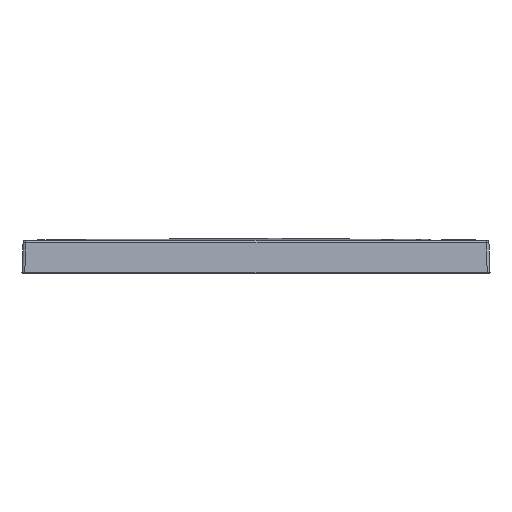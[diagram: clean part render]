
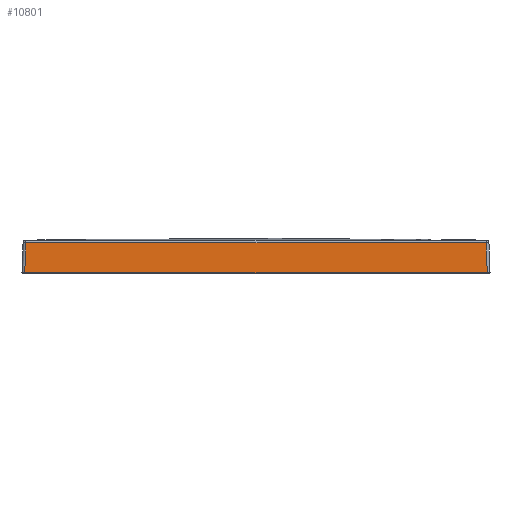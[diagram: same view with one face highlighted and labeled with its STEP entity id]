
A CAD part, left-side view. The second image highlights one B-rep face of the part: STEP entity #10801.
In plain terms, the highlighted face is planar.
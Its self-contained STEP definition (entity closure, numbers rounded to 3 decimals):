
#351 = VECTOR ( 'NONE', #6952, 1000. ) ;
#2952 = LINE ( 'NONE', #31258, #351 ) ;
#3825 = CARTESIAN_POINT ( 'NONE',  ( 122.399, -2.891, 82.9 ) ) ;
#3879 = DIRECTION ( 'NONE',  ( 0.035, 0.999, 0. ) ) ;
#4182 = PLANE ( 'NONE',  #4587 ) ;
#4459 = VERTEX_POINT ( 'NONE', #47233 ) ;
#4538 = CARTESIAN_POINT ( 'NONE',  ( 122.908, 11.69, 83.409 ) ) ;
#4587 = AXIS2_PLACEMENT_3D ( 'NONE', #35848, #53459, #3879 ) ;
#6952 = DIRECTION ( 'NONE',  ( 0., 0., 1. ) ) ;
#10573 = VERTEX_POINT ( 'NONE', #14262 ) ;
#10801 = ADVANCED_FACE ( 'NONE', ( #12807 ), #4182, .T. ) ;
#11674 = CARTESIAN_POINT ( 'NONE',  ( 122.534, 0.964, -76.364 ) ) ;
#12807 = FACE_OUTER_BOUND ( 'NONE', #53340, .T. ) ;
#14262 = CARTESIAN_POINT ( 'NONE',  ( 122.534, 0.965, 83.034 ) ) ;
#15559 = ORIENTED_EDGE ( 'NONE', *, *, #18497, .T. ) ;
#15661 = CARTESIAN_POINT ( 'NONE',  ( 122.534, 0.965, 83.034 ) ) ;
#16973 = VECTOR ( 'NONE', #46233, 1000. ) ;
#18373 = B_SPLINE_CURVE_WITH_KNOTS ( 'NONE', 3,
 ( #15661, #49447, #29799, #35020, #39926, #34408, #49144, #58671, #34706, #25479, #44828, #11674, #39612 ),
 .UNSPECIFIED., .F., .F.,
 ( 4, 3, 3, 3, 4 ),
 ( 0., 0.041, 0.083, 0.146, 0.166 ),
 .UNSPECIFIED. ) ;
#18497 = EDGE_CURVE ( 'NONE', #51448, #10573, #41323, .T. ) ;
#24884 = EDGE_CURVE ( 'NONE', #10573, #43349, #18373, .T. ) ;
#25479 = CARTESIAN_POINT ( 'NONE',  ( 122.534, 0.962, -63.024 ) ) ;
#28433 = ORIENTED_EDGE ( 'NONE', *, *, #51014, .T. ) ;
#29799 = CARTESIAN_POINT ( 'NONE',  ( 122.534, 0.961, 55.681 ) ) ;
#31258 = CARTESIAN_POINT ( 'NONE',  ( 122.908, 11.69, 0. ) ) ;
#34408 = CARTESIAN_POINT ( 'NONE',  ( 122.533, 0.957, 13.997 ) ) ;
#34706 = CARTESIAN_POINT ( 'NONE',  ( 122.533, 0.959, -42.019 ) ) ;
#35020 = CARTESIAN_POINT ( 'NONE',  ( 122.533, 0.959, 42.005 ) ) ;
#35110 = EDGE_CURVE ( 'NONE', #4459, #51448, #2952, .T. ) ;
#35848 = CARTESIAN_POINT ( 'NONE',  ( 122.5, 0., 0. ) ) ;
#38450 = DIRECTION ( 'NONE',  ( 0.035, 0.999, -0.035 ) ) ;
#39612 = CARTESIAN_POINT ( 'NONE',  ( 122.534, 0.965, -83.034 ) ) ;
#39926 = CARTESIAN_POINT ( 'NONE',  ( 122.533, 0.958, 28.001 ) ) ;
#41323 = LINE ( 'NONE', #3825, #16973 ) ;
#41396 = ORIENTED_EDGE ( 'NONE', *, *, #35110, .T. ) ;
#43349 = VERTEX_POINT ( 'NONE', #59739 ) ;
#44828 = CARTESIAN_POINT ( 'NONE',  ( 122.534, 0.963, -69.694 ) ) ;
#45065 = ORIENTED_EDGE ( 'NONE', *, *, #24884, .T. ) ;
#46233 = DIRECTION ( 'NONE',  ( -0.035, -0.999, -0.035 ) ) ;
#47233 = CARTESIAN_POINT ( 'NONE',  ( 122.908, 11.69, -83.409 ) ) ;
#49144 = CARTESIAN_POINT ( 'NONE',  ( 122.533, 0.957, -0.007 ) ) ;
#49447 = CARTESIAN_POINT ( 'NONE',  ( 122.534, 0.962, 69.358 ) ) ;
#51014 = EDGE_CURVE ( 'NONE', #43349, #4459, #57814, .T. ) ;
#51448 = VERTEX_POINT ( 'NONE', #4538 ) ;
#52195 = VECTOR ( 'NONE', #38450, 1000. ) ;
#53340 = EDGE_LOOP ( 'NONE', ( #28433, #41396, #15559, #45065 ) ) ;
#53459 = DIRECTION ( 'NONE',  ( 0.999, -0.035, 0. ) ) ;
#57202 = CARTESIAN_POINT ( 'NONE',  ( 122.399, -2.891, -82.9 ) ) ;
#57814 = LINE ( 'NONE', #57202, #52195 ) ;
#58671 = CARTESIAN_POINT ( 'NONE',  ( 122.533, 0.957, -21.013 ) ) ;
#59739 = CARTESIAN_POINT ( 'NONE',  ( 122.534, 0.965, -83.034 ) ) ;
